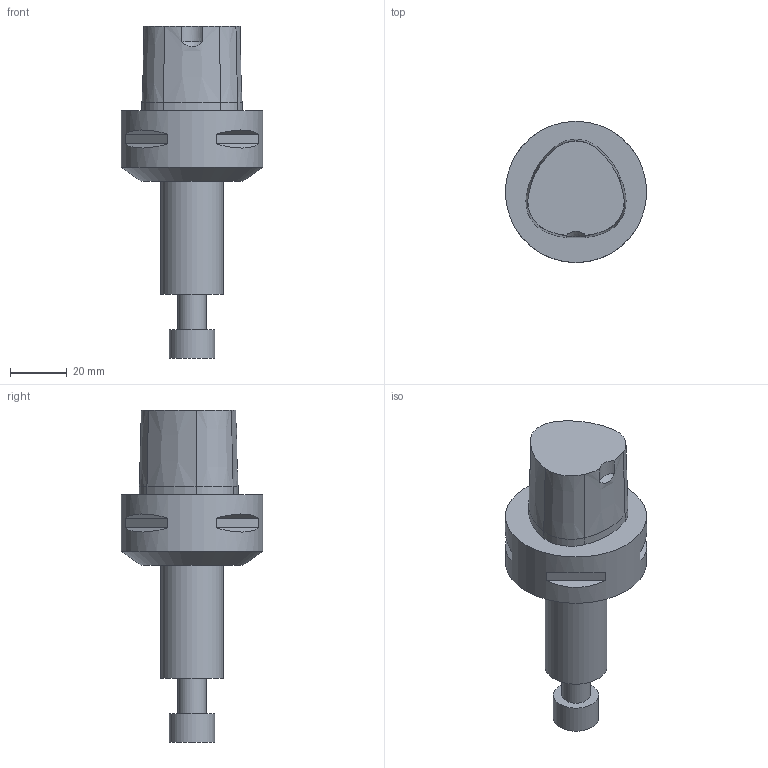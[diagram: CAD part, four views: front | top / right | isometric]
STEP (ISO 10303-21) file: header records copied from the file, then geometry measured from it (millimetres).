
FILE_DESCRIPTION(/* description */ ('3-D model version:1'),/* implementation_level */ '2;1');
FILE_NAME(/* name */ 'C5-391.10-22 025',/* time_stamp */ '2016-12-02T13:50:54',/* author */ ('InteractiveCad'),/* organization */ ('AB Sandvik Coromant'),/* preprocessor_version */ 'ST-DEVELOPER v11',/* originating_system */ 'SIEMENS UGS NX 6.0',/* authorization */ '');
FILE_SCHEMA(('AUTOMOTIVE_DESIGN'));
Length unit declared in the file: millimetre
Products named in the file (1): C5_391_10_22025_stp
Bounding box: 50 x 50 x 117.5 mm (x, y, z)
Volume: 91794.1 mm3; surface area: 14514.9 mm2
Topology: 1 solids, 1 shells, 39 faces, 79 edges, 50 vertices
Faces by surface type: plane 18, cylinder 12, cone 9
Full cylindrical faces by diameter (mm): 10 x1, 16 x1, 22 x1, 50 x1
Entity records: 1112 total; most frequent: DIRECTION 198, CARTESIAN_POINT 182, ORIENTED_EDGE 148, AXIS2_PLACEMENT_3D 84, EDGE_CURVE 74, EDGE_LOOP 52, VERTEX_POINT 50, ADVANCED_FACE 39
